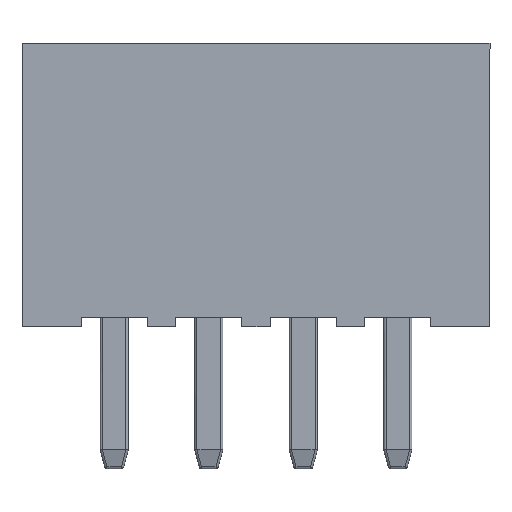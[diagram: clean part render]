
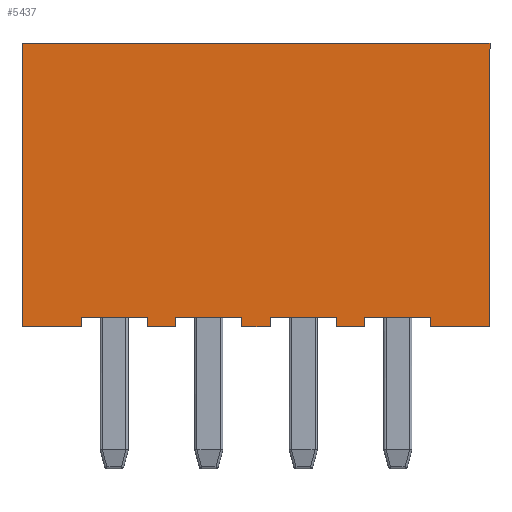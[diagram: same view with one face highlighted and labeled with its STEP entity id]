
A CAD part, front view. The second image highlights one B-rep face of the part: STEP entity #5437.
In plain terms, the highlighted planar face has unit normal (0, -1, 0).
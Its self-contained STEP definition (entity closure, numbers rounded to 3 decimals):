
#713=FACE_OUTER_BOUND('',#1032,.T.);
#1032=EDGE_LOOP('',(#3898,#3899,#3900,#3901,#3902,#3903,#3904,#3905,#3906,
#3907,#3908,#3909,#3910,#3911,#3912,#3913,#3914,#3915,#3916,#3917));
#1386=LINE('',#8180,#1921);
#1390=LINE('',#8189,#1925);
#1394=LINE('',#8198,#1929);
#1398=LINE('',#8207,#1933);
#1407=LINE('',#8225,#1942);
#1415=LINE('',#8242,#1950);
#1429=LINE('',#8269,#1964);
#1482=LINE('',#8363,#2017);
#1491=LINE('',#8380,#2026);
#1492=LINE('',#8382,#2027);
#1493=LINE('',#8383,#2028);
#1494=LINE('',#8385,#2029);
#1495=LINE('',#8387,#2030);
#1496=LINE('',#8388,#2031);
#1497=LINE('',#8390,#2032);
#1498=LINE('',#8392,#2033);
#1499=LINE('',#8393,#2034);
#1500=LINE('',#8395,#2035);
#1501=LINE('',#8397,#2036);
#1502=LINE('',#8398,#2037);
#1921=VECTOR('',#6369,1.);
#1925=VECTOR('',#6375,1.);
#1929=VECTOR('',#6381,1.);
#1933=VECTOR('',#6387,1.);
#1942=VECTOR('',#6398,1.);
#1950=VECTOR('',#6408,1.);
#1964=VECTOR('',#6428,1.);
#2017=VECTOR('',#6497,1.);
#2026=VECTOR('',#6512,1.);
#2027=VECTOR('',#6513,1.);
#2028=VECTOR('',#6514,1.);
#2029=VECTOR('',#6515,1.);
#2030=VECTOR('',#6516,1.);
#2031=VECTOR('',#6517,1.);
#2032=VECTOR('',#6518,1.);
#2033=VECTOR('',#6519,1.);
#2034=VECTOR('',#6520,1.);
#2035=VECTOR('',#6521,1.);
#2036=VECTOR('',#6522,1.);
#2037=VECTOR('',#6523,1.);
#2481=VERTEX_POINT('',#8176);
#2483=VERTEX_POINT('',#8179);
#2485=VERTEX_POINT('',#8185);
#2487=VERTEX_POINT('',#8188);
#2489=VERTEX_POINT('',#8194);
#2491=VERTEX_POINT('',#8197);
#2493=VERTEX_POINT('',#8203);
#2495=VERTEX_POINT('',#8206);
#2503=VERTEX_POINT('',#8224);
#2510=VERTEX_POINT('',#8239);
#2511=VERTEX_POINT('',#8241);
#2554=VERTEX_POINT('',#8360);
#2559=VERTEX_POINT('',#8379);
#2560=VERTEX_POINT('',#8381);
#2561=VERTEX_POINT('',#8384);
#2562=VERTEX_POINT('',#8386);
#2563=VERTEX_POINT('',#8389);
#2564=VERTEX_POINT('',#8391);
#2565=VERTEX_POINT('',#8394);
#2566=VERTEX_POINT('',#8396);
#2972=EDGE_CURVE('',#2481,#2483,#1386,.T.);
#2976=EDGE_CURVE('',#2485,#2487,#1390,.T.);
#2980=EDGE_CURVE('',#2489,#2491,#1394,.T.);
#2984=EDGE_CURVE('',#2493,#2495,#1398,.T.);
#2993=EDGE_CURVE('',#2503,#2495,#1407,.T.);
#3001=EDGE_CURVE('',#2510,#2511,#1415,.T.);
#3015=EDGE_CURVE('',#2510,#2503,#1429,.T.);
#3068=EDGE_CURVE('',#2511,#2554,#1482,.T.);
#3077=EDGE_CURVE('',#2559,#2481,#1491,.T.);
#3078=EDGE_CURVE('',#2560,#2559,#1492,.T.);
#3079=EDGE_CURVE('',#2560,#2554,#1493,.T.);
#3080=EDGE_CURVE('',#2561,#2493,#1494,.T.);
#3081=EDGE_CURVE('',#2562,#2561,#1495,.T.);
#3082=EDGE_CURVE('',#2562,#2491,#1496,.T.);
#3083=EDGE_CURVE('',#2563,#2489,#1497,.T.);
#3084=EDGE_CURVE('',#2564,#2563,#1498,.T.);
#3085=EDGE_CURVE('',#2564,#2487,#1499,.T.);
#3086=EDGE_CURVE('',#2565,#2485,#1500,.T.);
#3087=EDGE_CURVE('',#2566,#2565,#1501,.T.);
#3088=EDGE_CURVE('',#2566,#2483,#1502,.T.);
#3898=ORIENTED_EDGE('',*,*,#3077,.F.);
#3899=ORIENTED_EDGE('',*,*,#3078,.F.);
#3900=ORIENTED_EDGE('',*,*,#3079,.T.);
#3901=ORIENTED_EDGE('',*,*,#3068,.F.);
#3902=ORIENTED_EDGE('',*,*,#3001,.F.);
#3903=ORIENTED_EDGE('',*,*,#3015,.T.);
#3904=ORIENTED_EDGE('',*,*,#2993,.T.);
#3905=ORIENTED_EDGE('',*,*,#2984,.F.);
#3906=ORIENTED_EDGE('',*,*,#3080,.F.);
#3907=ORIENTED_EDGE('',*,*,#3081,.F.);
#3908=ORIENTED_EDGE('',*,*,#3082,.T.);
#3909=ORIENTED_EDGE('',*,*,#2980,.F.);
#3910=ORIENTED_EDGE('',*,*,#3083,.F.);
#3911=ORIENTED_EDGE('',*,*,#3084,.F.);
#3912=ORIENTED_EDGE('',*,*,#3085,.T.);
#3913=ORIENTED_EDGE('',*,*,#2976,.F.);
#3914=ORIENTED_EDGE('',*,*,#3086,.F.);
#3915=ORIENTED_EDGE('',*,*,#3087,.F.);
#3916=ORIENTED_EDGE('',*,*,#3088,.T.);
#3917=ORIENTED_EDGE('',*,*,#2972,.F.);
#5269=PLANE('',#5780);
#5437=ADVANCED_FACE('',(#713),#5269,.T.);
#5780=AXIS2_PLACEMENT_3D('',#8378,#6510,#6511);
#6369=DIRECTION('',(-1.,0.,0.));
#6375=DIRECTION('',(-1.,0.,0.));
#6381=DIRECTION('',(-1.,0.,0.));
#6387=DIRECTION('',(-1.,0.,0.));
#6398=DIRECTION('',(0.,0.,-1.));
#6408=DIRECTION('',(0.,0.,-1.));
#6428=DIRECTION('',(-1.,0.,0.));
#6497=DIRECTION('',(-1.,0.,0.));
#6510=DIRECTION('center_axis',(0.,-1.,0.));
#6511=DIRECTION('ref_axis',(1.,0.,0.));
#6512=DIRECTION('',(0.,0.,-1.));
#6513=DIRECTION('',(-1.,0.,0.));
#6514=DIRECTION('',(0.,0.,-1.));
#6515=DIRECTION('',(0.,0.,-1.));
#6516=DIRECTION('',(-1.,0.,0.));
#6517=DIRECTION('',(0.,0.,-1.));
#6518=DIRECTION('',(0.,0.,-1.));
#6519=DIRECTION('',(-1.,0.,0.));
#6520=DIRECTION('',(0.,0.,-1.));
#6521=DIRECTION('',(0.,0.,-1.));
#6522=DIRECTION('',(-1.,0.,0.));
#6523=DIRECTION('',(0.,0.,-1.));
#8176=CARTESIAN_POINT('',(2.3,-3.,0.));
#8179=CARTESIAN_POINT('',(1.7,-3.,0.));
#8180=CARTESIAN_POINT('',(-4.949,-3.,0.));
#8185=CARTESIAN_POINT('',(0.3,-3.,0.));
#8188=CARTESIAN_POINT('',(-0.3,-3.,0.));
#8189=CARTESIAN_POINT('',(-4.949,-3.,0.));
#8194=CARTESIAN_POINT('',(-1.7,-3.,0.));
#8197=CARTESIAN_POINT('',(-2.3,-3.,0.));
#8198=CARTESIAN_POINT('',(-4.949,-3.,0.));
#8203=CARTESIAN_POINT('',(-3.699,-3.,0.));
#8206=CARTESIAN_POINT('',(-4.949,-3.,0.));
#8207=CARTESIAN_POINT('',(-4.949,-3.,0.));
#8224=CARTESIAN_POINT('',(-4.949,-3.,5.998));
#8225=CARTESIAN_POINT('',(-4.949,-3.,5.998));
#8239=CARTESIAN_POINT('',(4.949,-3.,5.998));
#8241=CARTESIAN_POINT('',(4.949,-3.,0.));
#8242=CARTESIAN_POINT('',(4.949,-3.,5.998));
#8269=CARTESIAN_POINT('',(-4.949,-3.,5.998));
#8360=CARTESIAN_POINT('',(3.699,-3.,0.));
#8363=CARTESIAN_POINT('',(-4.949,-3.,0.));
#8378=CARTESIAN_POINT('Origin',(-4.949,-3.,5.998));
#8379=CARTESIAN_POINT('',(2.3,-3.,0.2));
#8380=CARTESIAN_POINT('',(2.3,-3.,0.2));
#8381=CARTESIAN_POINT('',(3.699,-3.,0.2));
#8382=CARTESIAN_POINT('',(2.3,-3.,0.2));
#8383=CARTESIAN_POINT('',(3.699,-3.,0.2));
#8384=CARTESIAN_POINT('',(-3.699,-3.,0.2));
#8385=CARTESIAN_POINT('',(-3.699,-3.,0.2));
#8386=CARTESIAN_POINT('',(-2.3,-3.,0.2));
#8387=CARTESIAN_POINT('',(-3.699,-3.,0.2));
#8388=CARTESIAN_POINT('',(-2.3,-3.,0.2));
#8389=CARTESIAN_POINT('',(-1.7,-3.,0.2));
#8390=CARTESIAN_POINT('',(-1.7,-3.,0.2));
#8391=CARTESIAN_POINT('',(-0.3,-3.,0.2));
#8392=CARTESIAN_POINT('',(-1.7,-3.,0.2));
#8393=CARTESIAN_POINT('',(-0.3,-3.,0.2));
#8394=CARTESIAN_POINT('',(0.3,-3.,0.2));
#8395=CARTESIAN_POINT('',(0.3,-3.,0.2));
#8396=CARTESIAN_POINT('',(1.7,-3.,0.2));
#8397=CARTESIAN_POINT('',(0.3,-3.,0.2));
#8398=CARTESIAN_POINT('',(1.7,-3.,0.2));
